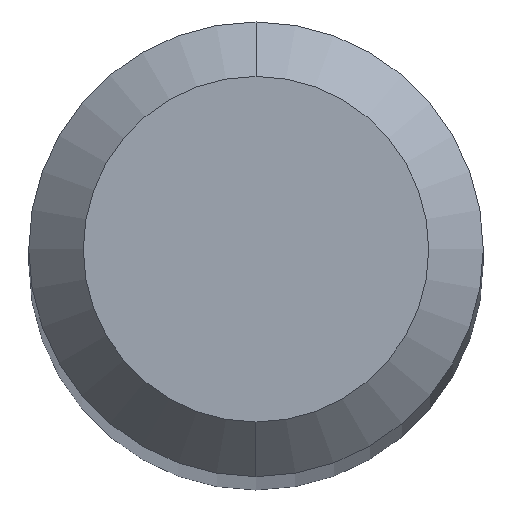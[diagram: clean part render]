
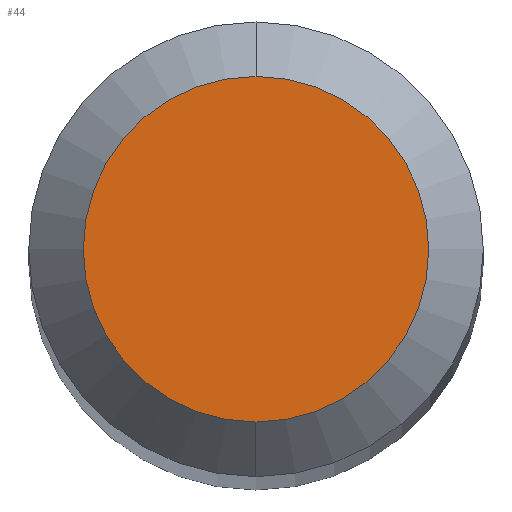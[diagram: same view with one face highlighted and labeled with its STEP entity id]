
A CAD part, top view. The second image highlights one B-rep face of the part: STEP entity #44.
In plain terms, the highlighted planar face has unit normal (0, 0, 1).
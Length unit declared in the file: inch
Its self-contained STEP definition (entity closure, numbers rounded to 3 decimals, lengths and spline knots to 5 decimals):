
#12 = EDGE_CURVE ( 'NONE', #66, #416, #283, .T. ) ;
#29 = CIRCLE ( 'NONE', #523, 0.0475 ) ;
#44 = ADVANCED_FACE ( 'NONE', ( #277 ), #88, .F. ) ;
#66 = VERTEX_POINT ( 'NONE', #270 ) ;
#88 = PLANE ( 'NONE',  #173 ) ;
#105 = CARTESIAN_POINT ( 'NONE',  ( 0., 0., 0. ) ) ;
#173 = AXIS2_PLACEMENT_3D ( 'NONE', #313, #439, #481 ) ;
#212 = ORIENTED_EDGE ( 'NONE', *, *, #557, .T. ) ;
#246 = DIRECTION ( 'NONE',  ( 0., 0., 1. ) ) ;
#270 = CARTESIAN_POINT ( 'NONE',  ( 0., 0.0475, 0. ) ) ;
#277 = FACE_OUTER_BOUND ( 'NONE', #294, .T. ) ;
#283 = CIRCLE ( 'NONE', #444, 0.0475 ) ;
#294 = EDGE_LOOP ( 'NONE', ( #473, #212 ) ) ;
#313 = CARTESIAN_POINT ( 'NONE',  ( 0., 0.0475, 0. ) ) ;
#317 = CARTESIAN_POINT ( 'NONE',  ( 0., -0.0475, 0. ) ) ;
#415 = DIRECTION ( 'NONE',  ( 0., 0., 1. ) ) ;
#416 = VERTEX_POINT ( 'NONE', #317 ) ;
#439 = DIRECTION ( 'NONE',  ( 0., 0., -1. ) ) ;
#444 = AXIS2_PLACEMENT_3D ( 'NONE', #462, #246, #458 ) ;
#458 = DIRECTION ( 'NONE',  ( 0., -1., 0. ) ) ;
#462 = CARTESIAN_POINT ( 'NONE',  ( 0., 0., 0. ) ) ;
#473 = ORIENTED_EDGE ( 'NONE', *, *, #12, .T. ) ;
#481 = DIRECTION ( 'NONE',  ( 0., 1., 0. ) ) ;
#523 = AXIS2_PLACEMENT_3D ( 'NONE', #105, #415, #536 ) ;
#536 = DIRECTION ( 'NONE',  ( 0., -1., 0. ) ) ;
#557 = EDGE_CURVE ( 'NONE', #416, #66, #29, .T. ) ;
